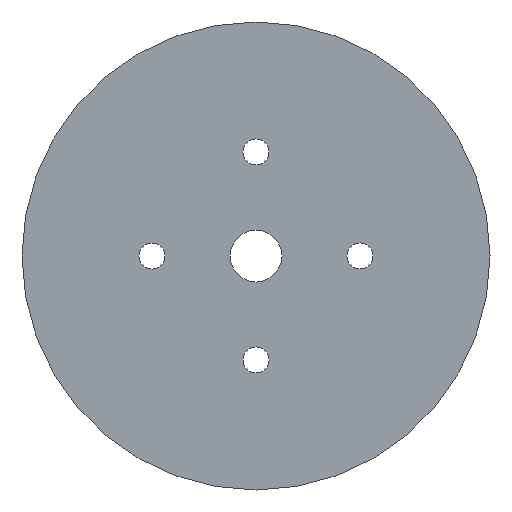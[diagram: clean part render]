
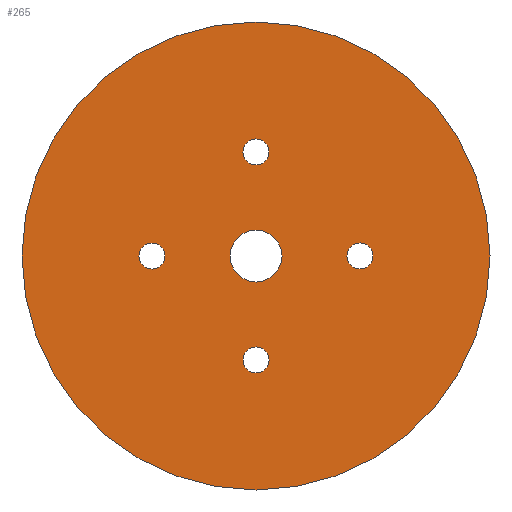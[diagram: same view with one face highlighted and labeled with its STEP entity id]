
A CAD part, front view. The second image highlights one B-rep face of the part: STEP entity #265.
In plain terms, the highlighted planar face has unit normal (0, -1, 0).
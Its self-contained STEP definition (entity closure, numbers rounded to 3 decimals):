
#4 = CARTESIAN_POINT ( 'NONE',  ( 0., 0., -13.5 ) ) ;
#14 = ORIENTED_EDGE ( 'NONE', *, *, #325, .F. ) ;
#21 = EDGE_CURVE ( 'NONE', #95, #167, #344, .T. ) ;
#30 = CARTESIAN_POINT ( 'NONE',  ( 0., 0., 5.25 ) ) ;
#32 = DIRECTION ( 'NONE',  ( 0., 1., 0. ) ) ;
#39 = AXIS2_PLACEMENT_3D ( 'NONE', #358, #362, #248 ) ;
#51 = DIRECTION ( 'NONE',  ( 0., 0., 1. ) ) ;
#55 = VERTEX_POINT ( 'NONE', #323 ) ;
#58 = CARTESIAN_POINT ( 'NONE',  ( 0., 0., 0. ) ) ;
#60 = VERTEX_POINT ( 'NONE', #482 ) ;
#62 = DIRECTION ( 'NONE',  ( 0., 1., 0. ) ) ;
#65 = FACE_BOUND ( 'NONE', #275, .T. ) ;
#68 = DIRECTION ( 'NONE',  ( 0., 0., 1. ) ) ;
#74 = EDGE_LOOP ( 'NONE', ( #180, #360 ) ) ;
#76 = AXIS2_PLACEMENT_3D ( 'NONE', #471, #164, #131 ) ;
#85 = CIRCLE ( 'NONE', #185, 1.5 ) ;
#90 = CARTESIAN_POINT ( 'NONE',  ( 0., 0., 1.5 ) ) ;
#94 = AXIS2_PLACEMENT_3D ( 'NONE', #58, #318, #51 ) ;
#95 = VERTEX_POINT ( 'NONE', #4 ) ;
#98 = DIRECTION ( 'NONE',  ( 0., 1., 0. ) ) ;
#100 = ORIENTED_EDGE ( 'NONE', *, *, #128, .T. ) ;
#102 = EDGE_CURVE ( 'NONE', #60, #223, #169, .T. ) ;
#103 = FACE_BOUND ( 'NONE', #403, .T. ) ;
#104 = EDGE_LOOP ( 'NONE', ( #188, #239 ) ) ;
#106 = CARTESIAN_POINT ( 'NONE',  ( 0., 0., 0. ) ) ;
#111 = CIRCLE ( 'NONE', #145, 0.75 ) ;
#114 = DIRECTION ( 'NONE',  ( 0., 1., 0. ) ) ;
#116 = EDGE_CURVE ( 'NONE', #163, #231, #85, .T. ) ;
#117 = CARTESIAN_POINT ( 'NONE',  ( 0., 0., 0. ) ) ;
#118 = CARTESIAN_POINT ( 'NONE',  ( 6., 0., -0.75 ) ) ;
#128 = EDGE_CURVE ( 'NONE', #393, #431, #300, .T. ) ;
#131 = DIRECTION ( 'NONE',  ( 0., 0., 1. ) ) ;
#143 = CARTESIAN_POINT ( 'NONE',  ( 0., 0., 13.5 ) ) ;
#144 = ORIENTED_EDGE ( 'NONE', *, *, #350, .T. ) ;
#145 = AXIS2_PLACEMENT_3D ( 'NONE', #402, #389, #322 ) ;
#147 = DIRECTION ( 'NONE',  ( 0., 0., 1. ) ) ;
#156 = AXIS2_PLACEMENT_3D ( 'NONE', #441, #266, #462 ) ;
#158 = CARTESIAN_POINT ( 'NONE',  ( 6., 0., 0. ) ) ;
#159 = VERTEX_POINT ( 'NONE', #30 ) ;
#161 = ORIENTED_EDGE ( 'NONE', *, *, #414, .T. ) ;
#163 = VERTEX_POINT ( 'NONE', #299 ) ;
#164 = DIRECTION ( 'NONE',  ( 0., 1., 0. ) ) ;
#167 = VERTEX_POINT ( 'NONE', #143 ) ;
#169 = CIRCLE ( 'NONE', #395, 0.75 ) ;
#176 = FACE_BOUND ( 'NONE', #377, .T. ) ;
#180 = ORIENTED_EDGE ( 'NONE', *, *, #102, .T. ) ;
#183 = CARTESIAN_POINT ( 'NONE',  ( 0., 0., 0. ) ) ;
#185 = AXIS2_PLACEMENT_3D ( 'NONE', #117, #222, #261 ) ;
#188 = ORIENTED_EDGE ( 'NONE', *, *, #116, .T. ) ;
#198 = VERTEX_POINT ( 'NONE', #230 ) ;
#205 = DIRECTION ( 'NONE',  ( 0., 0., 1. ) ) ;
#209 = DIRECTION ( 'NONE',  ( 0., 0., 1. ) ) ;
#222 = DIRECTION ( 'NONE',  ( 0., 1., 0. ) ) ;
#223 = VERTEX_POINT ( 'NONE', #315 ) ;
#230 = CARTESIAN_POINT ( 'NONE',  ( -6., 0., 0.75 ) ) ;
#231 = VERTEX_POINT ( 'NONE', #90 ) ;
#239 = ORIENTED_EDGE ( 'NONE', *, *, #407, .T. ) ;
#245 = FACE_OUTER_BOUND ( 'NONE', #341, .T. ) ;
#247 = FACE_BOUND ( 'NONE', #74, .T. ) ;
#248 = DIRECTION ( 'NONE',  ( 0., 0., 1. ) ) ;
#251 = EDGE_CURVE ( 'NONE', #55, #198, #370, .T. ) ;
#261 = DIRECTION ( 'NONE',  ( 0., 0., 1. ) ) ;
#265 = ADVANCED_FACE ( 'NONE', ( #103, #247, #176, #65, #245, #399 ), #276, .F. ) ;
#266 = DIRECTION ( 'NONE',  ( 0., 1., 0. ) ) ;
#275 = EDGE_LOOP ( 'NONE', ( #443, #100 ) ) ;
#276 = PLANE ( 'NONE',  #345 ) ;
#293 = VERTEX_POINT ( 'NONE', #392 ) ;
#299 = CARTESIAN_POINT ( 'NONE',  ( 0., 0., -1.5 ) ) ;
#300 = CIRCLE ( 'NONE', #385, 0.75 ) ;
#303 = EDGE_CURVE ( 'NONE', #223, #60, #111, .T. ) ;
#306 = DIRECTION ( 'NONE',  ( 0., 1., 0. ) ) ;
#312 = CIRCLE ( 'NONE', #94, 1.5 ) ;
#315 = CARTESIAN_POINT ( 'NONE',  ( 0., 0., -6.75 ) ) ;
#318 = DIRECTION ( 'NONE',  ( 0., 1., 0. ) ) ;
#322 = DIRECTION ( 'NONE',  ( 0., 0., 1. ) ) ;
#323 = CARTESIAN_POINT ( 'NONE',  ( -6., 0., -0.75 ) ) ;
#325 = EDGE_CURVE ( 'NONE', #167, #95, #428, .T. ) ;
#326 = AXIS2_PLACEMENT_3D ( 'NONE', #183, #114, #68 ) ;
#336 = DIRECTION ( 'NONE',  ( 0., 0., 1. ) ) ;
#339 = CIRCLE ( 'NONE', #491, 0.75 ) ;
#341 = EDGE_LOOP ( 'NONE', ( #367, #14 ) ) ;
#344 = CIRCLE ( 'NONE', #39, 13.5 ) ;
#345 = AXIS2_PLACEMENT_3D ( 'NONE', #106, #62, #209 ) ;
#350 = EDGE_CURVE ( 'NONE', #159, #293, #339, .T. ) ;
#354 = CIRCLE ( 'NONE', #372, 0.75 ) ;
#358 = CARTESIAN_POINT ( 'NONE',  ( 0., 0., 0. ) ) ;
#360 = ORIENTED_EDGE ( 'NONE', *, *, #303, .T. ) ;
#361 = CIRCLE ( 'NONE', #156, 0.75 ) ;
#362 = DIRECTION ( 'NONE',  ( 0., 1., 0. ) ) ;
#364 = CARTESIAN_POINT ( 'NONE',  ( 6., 0., 0. ) ) ;
#367 = ORIENTED_EDGE ( 'NONE', *, *, #21, .F. ) ;
#370 = CIRCLE ( 'NONE', #475, 0.75 ) ;
#372 = AXIS2_PLACEMENT_3D ( 'NONE', #158, #306, #425 ) ;
#377 = EDGE_LOOP ( 'NONE', ( #161, #144 ) ) ;
#385 = AXIS2_PLACEMENT_3D ( 'NONE', #364, #32, #336 ) ;
#389 = DIRECTION ( 'NONE',  ( 0., 1., 0. ) ) ;
#392 = CARTESIAN_POINT ( 'NONE',  ( 0., 0., 6.75 ) ) ;
#393 = VERTEX_POINT ( 'NONE', #118 ) ;
#395 = AXIS2_PLACEMENT_3D ( 'NONE', #492, #409, #419 ) ;
#399 = FACE_BOUND ( 'NONE', #104, .T. ) ;
#401 = ORIENTED_EDGE ( 'NONE', *, *, #251, .T. ) ;
#402 = CARTESIAN_POINT ( 'NONE',  ( 0., 0., -6. ) ) ;
#403 = EDGE_LOOP ( 'NONE', ( #495, #401 ) ) ;
#407 = EDGE_CURVE ( 'NONE', #231, #163, #312, .T. ) ;
#408 = DIRECTION ( 'NONE',  ( 0., 1., 0. ) ) ;
#409 = DIRECTION ( 'NONE',  ( 0., 1., 0. ) ) ;
#414 = EDGE_CURVE ( 'NONE', #293, #159, #484, .T. ) ;
#419 = DIRECTION ( 'NONE',  ( 0., 0., 1. ) ) ;
#425 = DIRECTION ( 'NONE',  ( 0., 0., 1. ) ) ;
#428 = CIRCLE ( 'NONE', #326, 13.5 ) ;
#431 = VERTEX_POINT ( 'NONE', #438 ) ;
#438 = CARTESIAN_POINT ( 'NONE',  ( 6., 0., 0.75 ) ) ;
#441 = CARTESIAN_POINT ( 'NONE',  ( -6., 0., 0. ) ) ;
#443 = ORIENTED_EDGE ( 'NONE', *, *, #486, .T. ) ;
#462 = DIRECTION ( 'NONE',  ( 0., 0., 1. ) ) ;
#464 = EDGE_CURVE ( 'NONE', #198, #55, #361, .T. ) ;
#471 = CARTESIAN_POINT ( 'NONE',  ( 0., 0., 6. ) ) ;
#475 = AXIS2_PLACEMENT_3D ( 'NONE', #481, #98, #205 ) ;
#481 = CARTESIAN_POINT ( 'NONE',  ( -6., 0., 0. ) ) ;
#482 = CARTESIAN_POINT ( 'NONE',  ( 0., 0., -5.25 ) ) ;
#484 = CIRCLE ( 'NONE', #76, 0.75 ) ;
#486 = EDGE_CURVE ( 'NONE', #431, #393, #354, .T. ) ;
#490 = CARTESIAN_POINT ( 'NONE',  ( 0., 0., 6. ) ) ;
#491 = AXIS2_PLACEMENT_3D ( 'NONE', #490, #408, #147 ) ;
#492 = CARTESIAN_POINT ( 'NONE',  ( 0., 0., -6. ) ) ;
#495 = ORIENTED_EDGE ( 'NONE', *, *, #464, .T. ) ;
